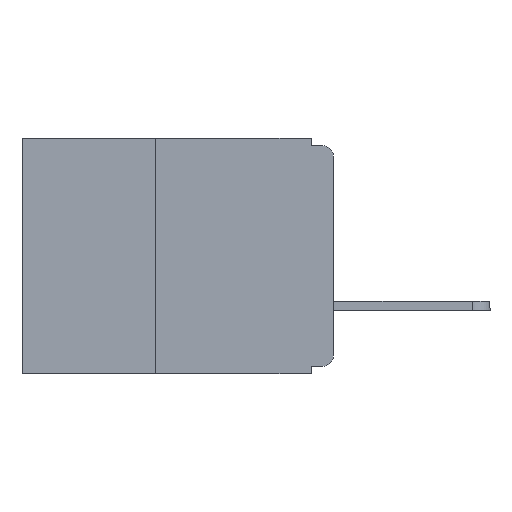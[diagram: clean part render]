
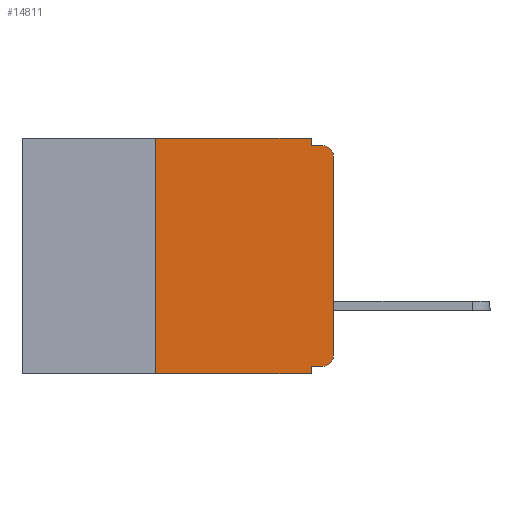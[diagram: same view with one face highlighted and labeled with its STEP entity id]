
A CAD part, left-side view. The second image highlights one B-rep face of the part: STEP entity #14811.
In plain terms, the highlighted planar face has unit normal (-1, 0, 0).
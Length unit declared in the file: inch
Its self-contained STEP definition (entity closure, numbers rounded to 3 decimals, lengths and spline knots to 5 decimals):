
#325 = VECTOR ( 'NONE', #16712, 39.37008 ) ;
#411 = LINE ( 'NONE', #16965, #325 ) ;
#922 = CARTESIAN_POINT ( 'NONE',  ( 0., 0.031, -0.33 ) ) ;
#1139 = VERTEX_POINT ( 'NONE', #18246 ) ;
#1287 = VERTEX_POINT ( 'NONE', #18742 ) ;
#1373 = EDGE_CURVE ( 'NONE', #1139, #3434, #13437, .T. ) ;
#1548 = ORIENTED_EDGE ( 'NONE', *, *, #8942, .T. ) ;
#2476 = DIRECTION ( 'NONE',  ( 0., 0., -1. ) ) ;
#3280 = ORIENTED_EDGE ( 'NONE', *, *, #19487, .T. ) ;
#3434 = VERTEX_POINT ( 'NONE', #12753 ) ;
#3463 = ORIENTED_EDGE ( 'NONE', *, *, #1373, .T. ) ;
#3497 = ORIENTED_EDGE ( 'NONE', *, *, #12127, .F. ) ;
#3707 = DIRECTION ( 'NONE',  ( 0., -1., 0. ) ) ;
#3754 = ORIENTED_EDGE ( 'NONE', *, *, #10007, .F. ) ;
#3915 = ORIENTED_EDGE ( 'NONE', *, *, #12940, .F. ) ;
#3941 = ORIENTED_EDGE ( 'NONE', *, *, #8562, .F. ) ;
#4032 = CARTESIAN_POINT ( 'NONE',  ( 0., 0.437, 0. ) ) ;
#4040 = CARTESIAN_POINT ( 'NONE',  ( 0., 0.031, 0. ) ) ;
#4089 = ORIENTED_EDGE ( 'NONE', *, *, #18537, .T. ) ;
#4186 = ORIENTED_EDGE ( 'NONE', *, *, #7959, .F. ) ;
#4245 = VERTEX_POINT ( 'NONE', #18916 ) ;
#4905 = DIRECTION ( 'NONE',  ( 0., 0., -1. ) ) ;
#5117 = AXIS2_PLACEMENT_3D ( 'NONE', #5411, #5251, #4905 ) ;
#5251 = DIRECTION ( 'NONE',  ( 1., 0., 0. ) ) ;
#5279 = PLANE ( 'NONE',  #5117 ) ;
#5386 = CIRCLE ( 'NONE', #15285, 0.015 ) ;
#5411 = CARTESIAN_POINT ( 'NONE',  ( 0., 0.437, 0. ) ) ;
#5951 = VECTOR ( 'NONE', #6983, 39.37008 ) ;
#5980 = LINE ( 'NONE', #7671, #5951 ) ;
#6152 = DIRECTION ( 'NONE',  ( 0., -1., 0. ) ) ;
#6310 = CARTESIAN_POINT ( 'NONE',  ( 0., 0., -0.01 ) ) ;
#6402 = VERTEX_POINT ( 'NONE', #12297 ) ;
#6881 = VECTOR ( 'NONE', #17502, 39.37008 ) ;
#6978 = DIRECTION ( 'NONE',  ( 0., 0., -1. ) ) ;
#6983 = DIRECTION ( 'NONE',  ( 0., 1., 0. ) ) ;
#6995 = DIRECTION ( 'NONE',  ( 0., 0., 1. ) ) ;
#6996 = LINE ( 'NONE', #17646, #6881 ) ;
#7229 = DIRECTION ( 'NONE',  ( -1., 0., 0. ) ) ;
#7377 = CARTESIAN_POINT ( 'NONE',  ( 0., 0., 0. ) ) ;
#7380 = DIRECTION ( 'NONE',  ( 0., 0., -1. ) ) ;
#7488 = CARTESIAN_POINT ( 'NONE',  ( 0., 0.031, -0.33 ) ) ;
#7568 = VERTEX_POINT ( 'NONE', #14713 ) ;
#7671 = CARTESIAN_POINT ( 'NONE',  ( 0., 0., -0.32 ) ) ;
#7959 = EDGE_CURVE ( 'NONE', #4245, #17042, #9375, .T. ) ;
#8418 = LINE ( 'NONE', #4040, #8928 ) ;
#8562 = EDGE_CURVE ( 'NONE', #6402, #12639, #6996, .T. ) ;
#8928 = VECTOR ( 'NONE', #2476, 39.37008 ) ;
#8942 = EDGE_CURVE ( 'NONE', #7568, #10151, #5386, .T. ) ;
#9280 = CARTESIAN_POINT ( 'NONE',  ( 0., 0.015, -0.305 ) ) ;
#9375 = LINE ( 'NONE', #7488, #9580 ) ;
#9580 = VECTOR ( 'NONE', #7380, 39.37008 ) ;
#9598 = DIRECTION ( 'NONE',  ( 0., 0., -1. ) ) ;
#9900 = DIRECTION ( 'NONE',  ( -1., 0., 0. ) ) ;
#10007 = EDGE_CURVE ( 'NONE', #1287, #10532, #8418, .T. ) ;
#10151 = VERTEX_POINT ( 'NONE', #13224 ) ;
#10212 = LINE ( 'NONE', #4032, #10276 ) ;
#10276 = VECTOR ( 'NONE', #3707, 39.37008 ) ;
#10532 = VERTEX_POINT ( 'NONE', #15326 ) ;
#12127 = EDGE_CURVE ( 'NONE', #10532, #3434, #16031, .T. ) ;
#12297 = CARTESIAN_POINT ( 'NONE',  ( 0., 0.25, -0.33 ) ) ;
#12639 = VERTEX_POINT ( 'NONE', #19711 ) ;
#12753 = CARTESIAN_POINT ( 'NONE',  ( 0., 0.015, -0.01 ) ) ;
#12940 = EDGE_CURVE ( 'NONE', #12639, #1287, #10212, .T. ) ;
#13224 = CARTESIAN_POINT ( 'NONE',  ( 0., 0., -0.305 ) ) ;
#13437 = CIRCLE ( 'NONE', #18453, 0.015 ) ;
#14713 = CARTESIAN_POINT ( 'NONE',  ( 0., 0.015, -0.32 ) ) ;
#14811 = ADVANCED_FACE ( 'NONE', ( #18148 ), #5279, .F. ) ;
#15285 = AXIS2_PLACEMENT_3D ( 'NONE', #9280, #9900, #9598 ) ;
#15326 = CARTESIAN_POINT ( 'NONE',  ( 0., 0.031, -0.01 ) ) ;
#15651 = VECTOR ( 'NONE', #6995, 39.37008 ) ;
#15670 = VECTOR ( 'NONE', #6152, 39.37008 ) ;
#15726 = LINE ( 'NONE', #7377, #15651 ) ;
#16031 = LINE ( 'NONE', #6310, #15670 ) ;
#16697 = EDGE_LOOP ( 'NONE', ( #3280, #3463, #3497, #3754, #3915, #3941, #4089, #4186, #17218, #1548 ) ) ;
#16712 = DIRECTION ( 'NONE',  ( 0., -1., 0. ) ) ;
#16965 = CARTESIAN_POINT ( 'NONE',  ( 0., 0.437, -0.33 ) ) ;
#17042 = VERTEX_POINT ( 'NONE', #922 ) ;
#17218 = ORIENTED_EDGE ( 'NONE', *, *, #20252, .F. ) ;
#17502 = DIRECTION ( 'NONE',  ( 0., 0., 1. ) ) ;
#17646 = CARTESIAN_POINT ( 'NONE',  ( 0., 0.25, -0.33 ) ) ;
#18148 = FACE_OUTER_BOUND ( 'NONE', #16697, .T. ) ;
#18246 = CARTESIAN_POINT ( 'NONE',  ( 0., 0., -0.025 ) ) ;
#18453 = AXIS2_PLACEMENT_3D ( 'NONE', #20344, #7229, #6978 ) ;
#18537 = EDGE_CURVE ( 'NONE', #6402, #17042, #411, .T. ) ;
#18742 = CARTESIAN_POINT ( 'NONE',  ( 0., 0.031, 0. ) ) ;
#18916 = CARTESIAN_POINT ( 'NONE',  ( 0., 0.031, -0.32 ) ) ;
#19487 = EDGE_CURVE ( 'NONE', #10151, #1139, #15726, .T. ) ;
#19711 = CARTESIAN_POINT ( 'NONE',  ( 0., 0.25, 0. ) ) ;
#20252 = EDGE_CURVE ( 'NONE', #7568, #4245, #5980, .T. ) ;
#20344 = CARTESIAN_POINT ( 'NONE',  ( 0., 0.015, -0.025 ) ) ;
